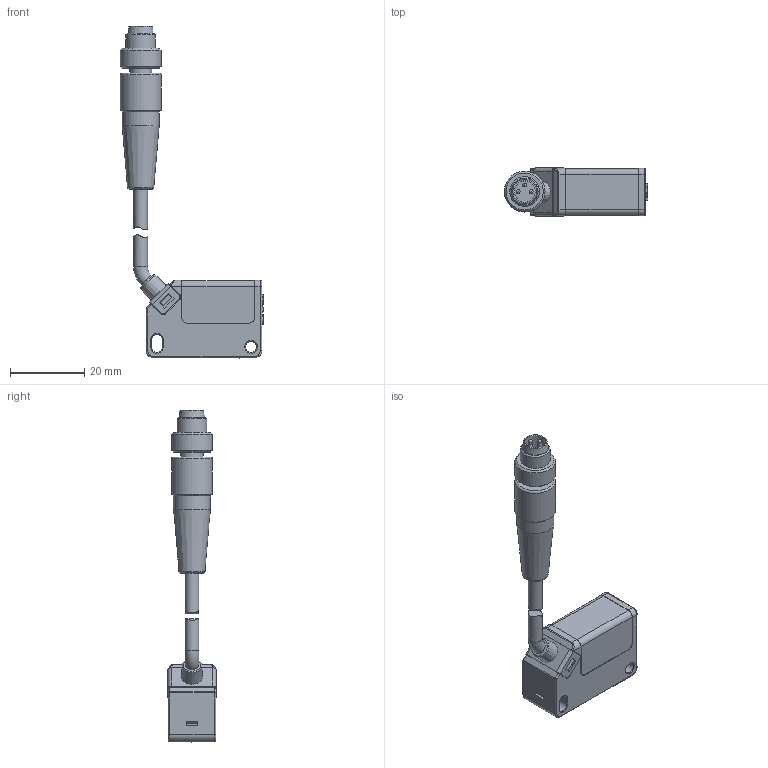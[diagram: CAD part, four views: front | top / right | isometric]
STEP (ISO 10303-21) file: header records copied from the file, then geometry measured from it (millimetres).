
FILE_DESCRIPTION( ( 'Unknown' ), '1' );
FILE_NAME( 'QMR8_0P-0AVF80.stp', 'Unknown', ( 'Unknown' ), ( 'Unknown' ), 'PSStep 16.0.42', 'Unknown', ' ' );
FILE_SCHEMA( ( 'AUTOMOTIVE_DESIGN { 1 0 10303 214 1 1 1 1 }' ) );
Length unit declared in the file: millimetre
Products named in the file (13): 6606_fig; 6619_fig; 6550_fig; Assem1; 6908_fig; 6569A_fig; 6573_fig; 6570_fig; 6570_fig-oa0; 6568A_fig; W744A_fig
Assembly tree (12 placements, depth 4):
  Assem1
    6908_fig
    6569A_fig
    6573_fig
    6570_fig
    6570_fig-oa0
    6568A_fig
    W744A_fig
    W744A_fig
    6619_fig
      6550_fig
      6606_fig
        6606_fig
Bounding box: 38.7 x 13.01 x 89.57 mm (x, y, z)
Volume: 10664.5 mm3; surface area: 7143.5 mm2
Topology: 10 solids, 10 shells, 273 faces, 657 edges, 428 vertices
Faces by surface type: plane 143, cylinder 98, cone 13, torus 10, bspline 5, sphere 2, extrusion 2
Full cylindrical faces by diameter (mm): 1.05 x3, 3 x2, 3.5 x2, 3.75 x3, 5.7 x2, 6 x1, 7 x1, 7.2 x1, 8 x1, 10 x1, 11 x2
Entity records: 10479 total; most frequent: CARTESIAN_POINT 1718, DIRECTION 1397, ORIENTED_EDGE 1216, EDGE_CURVE 608, AXIS2_PLACEMENT_3D 512, VERTEX_POINT 414, VECTOR 373, LINE 371
